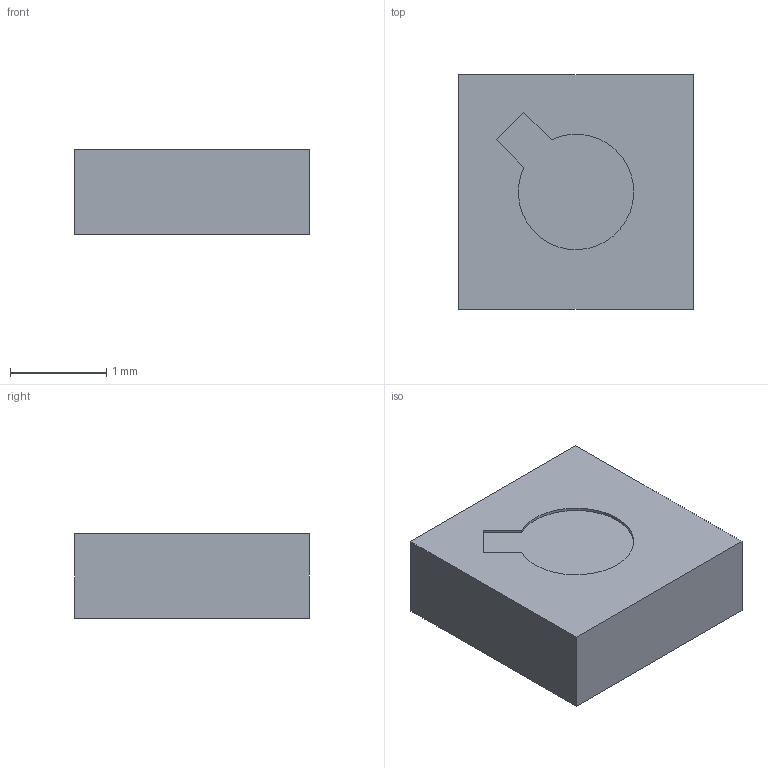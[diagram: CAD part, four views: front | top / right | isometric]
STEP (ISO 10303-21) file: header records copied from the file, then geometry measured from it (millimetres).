
FILE_DESCRIPTION(/* description */ (''),/* implementation_level */ '2;1');
FILE_NAME(/* name */ 'SGP30.step',/* time_stamp */ '2020-09-21T19:59:00+02:00',/* author */ (''),/* organization */ (''),/* preprocessor_version */ 'ST-DEVELOPER v18.1',/* originating_system */ 'Autodesk Translation Framework v9.3.0.1241',/* authorisation */ '');
FILE_SCHEMA (('AUTOMOTIVE_DESIGN { 1 0 10303 214 3 1 1 }'));
Length unit declared in the file: millimetre
Products named in the file (2): (Unsaved); Component1
Assembly tree (1 placements, depth 2):
  (Unsaved)
    Component1
Bounding box: 2.44 x 2.44 x 0.88 mm (x, y, z)
Volume: 5 mm3; surface area: 25.1 mm2
Topology: 1 solids, 3 shells, 21 faces, 38 edges, 25 vertices
Faces by surface type: plane 15, cylinder 3, torus 2, cone 1
Full cylindrical faces by diameter (mm): 0.2 x2
Entity records: 566 total; most frequent: DIRECTION 99, CARTESIAN_POINT 87, ORIENTED_EDGE 76, EDGE_CURVE 38, AXIS2_PLACEMENT_3D 37, LINE 25, VECTOR 25, VERTEX_POINT 25
